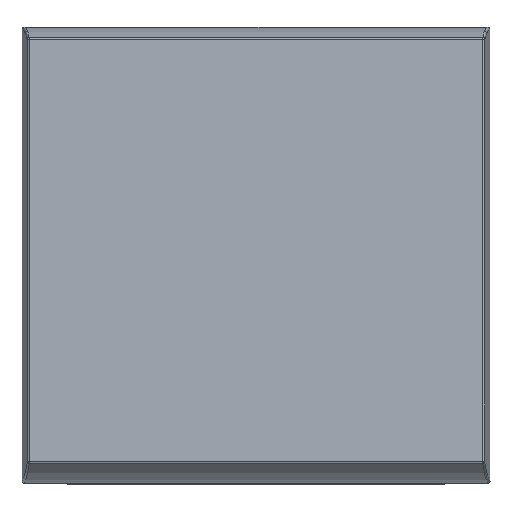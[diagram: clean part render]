
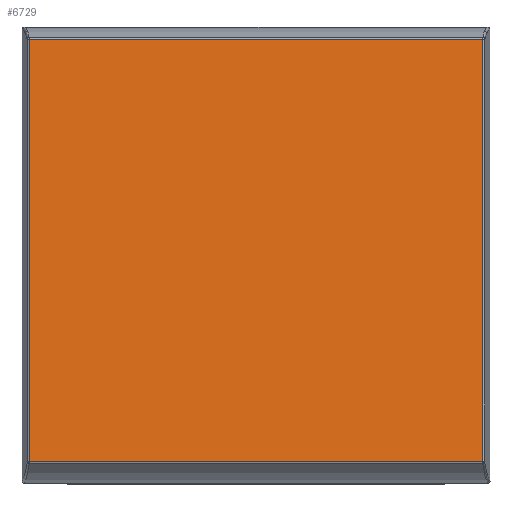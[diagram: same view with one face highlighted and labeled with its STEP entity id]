
A CAD part, front view. The second image highlights one B-rep face of the part: STEP entity #6729.
In plain terms, the highlighted planar face has unit normal (0, -0.997, 0.079).
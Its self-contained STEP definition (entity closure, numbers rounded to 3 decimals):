
#52 = VERTEX_POINT ( 'NONE', #12054 ) ;
#213 = EDGE_LOOP ( 'NONE', ( #5457, #13300, #2729, #15718 ) ) ;
#242 = EDGE_CURVE ( 'NONE', #18900, #13332, #7202, .T. ) ;
#572 = DIRECTION ( 'NONE',  ( -1., 0., 0. ) ) ;
#1793 = DIRECTION ( 'NONE',  ( 0., 0.079, 0.997 ) ) ;
#2237 = DIRECTION ( 'NONE',  ( 1., 0., 0. ) ) ;
#2626 = CARTESIAN_POINT ( 'NONE',  ( 22.5, -9.593, -20.273 ) ) ;
#2729 = ORIENTED_EDGE ( 'NONE', *, *, #21164, .T. ) ;
#5362 = VECTOR ( 'NONE', #572, 1000. ) ;
#5457 = ORIENTED_EDGE ( 'NONE', *, *, #16759, .T. ) ;
#6014 = DIRECTION ( 'NONE',  ( 0., -0.079, -0.997 ) ) ;
#6729 = ADVANCED_FACE ( 'NONE', ( #14371 ), #21153, .F. ) ;
#7202 = LINE ( 'NONE', #2626, #11317 ) ;
#7872 = CARTESIAN_POINT ( 'NONE',  ( -22.317, -9.603, -20.399 ) ) ;
#8797 = AXIS2_PLACEMENT_3D ( 'NONE', #21051, #20996, #20981 ) ;
#9116 = VERTEX_POINT ( 'NONE', #9273 ) ;
#9273 = CARTESIAN_POINT ( 'NONE',  ( 22.317, -6.308, 21.346 ) ) ;
#9414 = CARTESIAN_POINT ( 'NONE',  ( 22.5, -6.308, 21.346 ) ) ;
#10602 = LINE ( 'NONE', #9414, #5362 ) ;
#11317 = VECTOR ( 'NONE', #2237, 1000. ) ;
#11413 = CARTESIAN_POINT ( 'NONE',  ( 22.317, -9.593, -20.273 ) ) ;
#12054 = CARTESIAN_POINT ( 'NONE',  ( -22.317, -6.308, 21.346 ) ) ;
#12347 = CARTESIAN_POINT ( 'NONE',  ( 22.317, -9.603, -20.399 ) ) ;
#13300 = ORIENTED_EDGE ( 'NONE', *, *, #19765, .T. ) ;
#13332 = VERTEX_POINT ( 'NONE', #11413 ) ;
#14371 = FACE_OUTER_BOUND ( 'NONE', #213, .T. ) ;
#15718 = ORIENTED_EDGE ( 'NONE', *, *, #242, .T. ) ;
#16759 = EDGE_CURVE ( 'NONE', #13332, #9116, #19421, .T. ) ;
#18876 = VECTOR ( 'NONE', #1793, 1000. ) ;
#18892 = CARTESIAN_POINT ( 'NONE',  ( -22.317, -9.593, -20.273 ) ) ;
#18900 = VERTEX_POINT ( 'NONE', #18892 ) ;
#19421 = LINE ( 'NONE', #12347, #18876 ) ;
#19765 = EDGE_CURVE ( 'NONE', #9116, #52, #10602, .T. ) ;
#20581 = VECTOR ( 'NONE', #6014, 1000. ) ;
#20981 = DIRECTION ( 'NONE',  ( 0., 0.079, 0.997 ) ) ;
#20996 = DIRECTION ( 'NONE',  ( 0., 0.997, -0.079 ) ) ;
#21051 = CARTESIAN_POINT ( 'NONE',  ( 22.5, -9.603, -20.399 ) ) ;
#21087 = LINE ( 'NONE', #7872, #20581 ) ;
#21153 = PLANE ( 'NONE',  #8797 ) ;
#21164 = EDGE_CURVE ( 'NONE', #52, #18900, #21087, .T. ) ;
